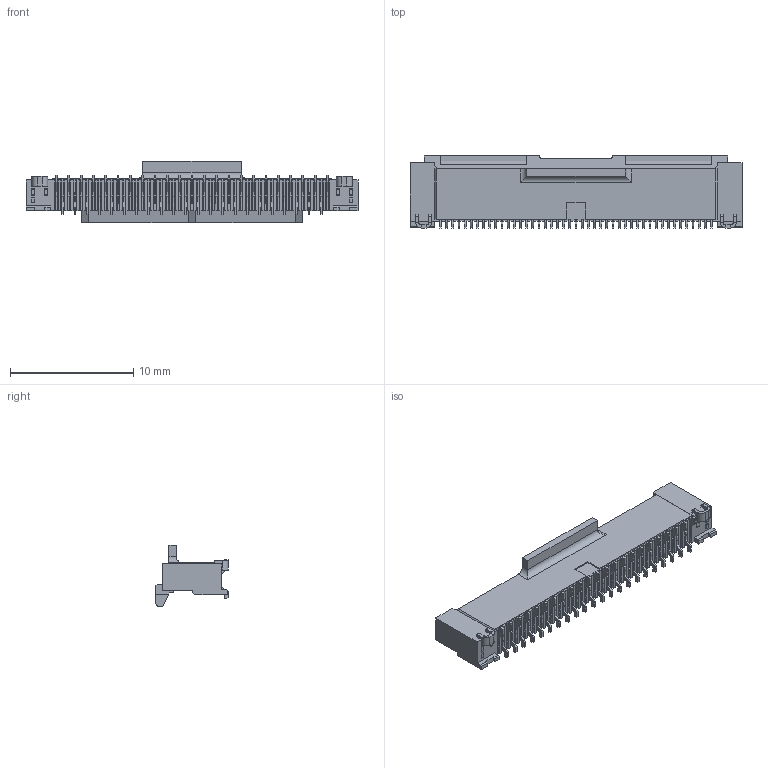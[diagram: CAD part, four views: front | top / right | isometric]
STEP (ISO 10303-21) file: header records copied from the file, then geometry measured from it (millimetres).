
FILE_DESCRIPTION (( 'STEP AP203' ), '1' );
FILE_NAME ('(Integration)HF601-45-12.STEP', '2013-09-03T00:11:52', ( 'HP-Z400' ), ( 'Hewlett-Packard Company' ), 'SwSTEP 2.0', 'SolidWorks 2010', '' );
FILE_SCHEMA (( 'CONFIG_CONTROL_DESIGN' ));
Length unit declared in the file: millimetre
Products named in the file (1): (Integration)HF601-45-12
Bounding box: 26.94 x 5.85 x 4.95 mm (x, y, z)
Volume: 254.1 mm3; surface area: 815.2 mm2
Topology: 1 solids, 1 shells, 1768 faces, 5085 edges, 3372 vertices
Faces by surface type: plane 1498, cylinder 270
Entity records: 57384 total; most frequent: CARTESIAN_POINT 10280, ORIENTED_EDGE 10170, DIRECTION 9131, EDGE_CURVE 5085, LINE 4541, VECTOR 4541, VERTEX_POINT 3372, AXIS2_PLACEMENT_3D 2295
